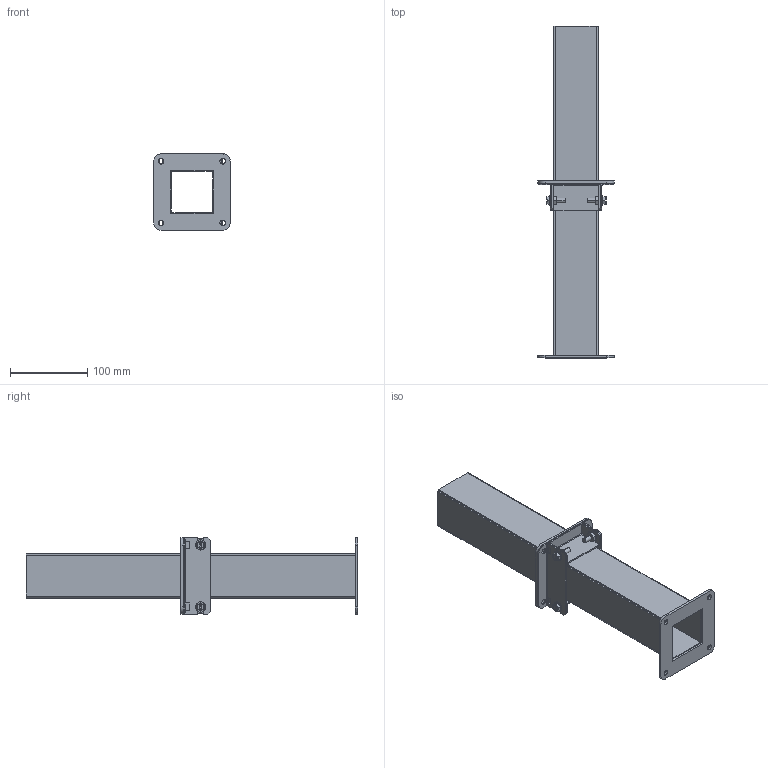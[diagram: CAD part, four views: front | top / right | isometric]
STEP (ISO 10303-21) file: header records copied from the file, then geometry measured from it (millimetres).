
FILE_DESCRIPTION (( 'STEP AP203' ), '1' );
FILE_NAME ('1487BX.step', '2024-04-25T14:28:00', ( '' ), ( '' ), 'SwSTEP 2.0', 'SolidWorks 2023', '' );
FILE_SCHEMA (( 'CONFIG_CONTROL_DESIGN' ));
Length unit declared in the file: inch
Products named in the file (1): 1487BX
Bounding box: 98.56 x 428.62 x 98.6 mm (x, y, z)
Volume: 242997 mm3; surface area: 258831.5 mm2
Topology: 16 solids, 16 shells, 402 faces, 1066 edges, 700 vertices
Faces by surface type: plane 256, cylinder 114, bspline 32
Entity records: 13203 total; most frequent: CARTESIAN_POINT 3193, ORIENTED_EDGE 2132, DIRECTION 1932, EDGE_CURVE 1066, VECTOR 718, LINE 718, VERTEX_POINT 700, AXIS2_PLACEMENT_3D 607
